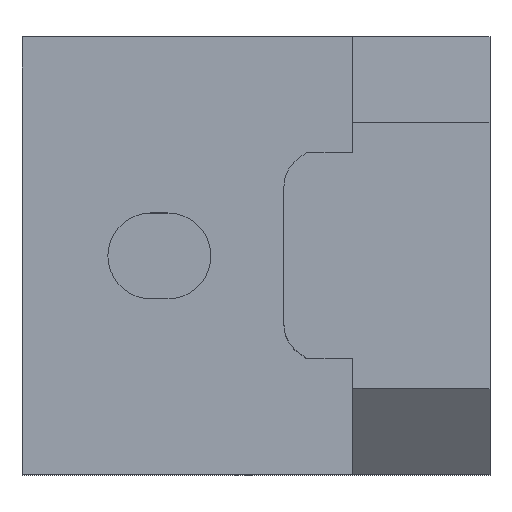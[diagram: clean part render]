
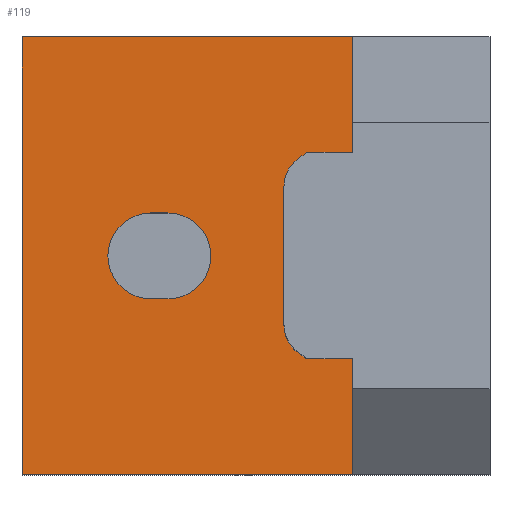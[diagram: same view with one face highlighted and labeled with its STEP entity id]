
A CAD part, top view. The second image highlights one B-rep face of the part: STEP entity #119.
In plain terms, the highlighted planar face has unit normal (0, 0, 1).
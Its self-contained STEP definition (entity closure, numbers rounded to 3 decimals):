
#119=ADVANCED_FACE('',(#374,#375),#163,.T.);
#163=PLANE('',#1010);
#220=LINE('',#1506,#310);
#223=LINE('',#1514,#313);
#224=LINE('',#1516,#314);
#225=LINE('',#1518,#315);
#226=LINE('',#1524,#316);
#227=LINE('',#1530,#317);
#228=LINE('',#1532,#318);
#229=LINE('',#1534,#319);
#230=LINE('',#1536,#320);
#231=LINE('',#1538,#321);
#310=VECTOR('',#1176,1.);
#313=VECTOR('',#1185,1.);
#314=VECTOR('',#1188,1.);
#315=VECTOR('',#1189,1.);
#316=VECTOR('',#1194,1.);
#317=VECTOR('',#1199,1.);
#318=VECTOR('',#1200,1.);
#319=VECTOR('',#1201,1.);
#320=VECTOR('',#1202,1.);
#321=VECTOR('',#1203,1.);
#374=FACE_BOUND('',#409,.T.);
#375=FACE_BOUND('',#410,.T.);
#409=EDGE_LOOP('',(#549,#550,#551,#552));
#410=EDGE_LOOP('',(#553,#554,#555,#556,#557,#558,#559,#560,#561,#562,#563,
#564));
#549=ORIENTED_EDGE('',*,*,#836,.F.);
#550=ORIENTED_EDGE('',*,*,#829,.F.);
#551=ORIENTED_EDGE('',*,*,#832,.F.);
#552=ORIENTED_EDGE('',*,*,#834,.F.);
#553=ORIENTED_EDGE('',*,*,#837,.T.);
#554=ORIENTED_EDGE('',*,*,#838,.T.);
#555=ORIENTED_EDGE('',*,*,#839,.T.);
#556=ORIENTED_EDGE('',*,*,#840,.T.);
#557=ORIENTED_EDGE('',*,*,#841,.T.);
#558=ORIENTED_EDGE('',*,*,#842,.T.);
#559=ORIENTED_EDGE('',*,*,#843,.T.);
#560=ORIENTED_EDGE('',*,*,#844,.T.);
#561=ORIENTED_EDGE('',*,*,#845,.T.);
#562=ORIENTED_EDGE('',*,*,#846,.F.);
#563=ORIENTED_EDGE('',*,*,#847,.T.);
#564=ORIENTED_EDGE('',*,*,#848,.T.);
#697=VERTEX_POINT('',#1340);
#733=VERTEX_POINT('',#1501);
#734=VERTEX_POINT('',#1502);
#735=VERTEX_POINT('',#1507);
#736=VERTEX_POINT('',#1511);
#737=VERTEX_POINT('',#1517);
#738=VERTEX_POINT('',#1519);
#739=VERTEX_POINT('',#1521);
#740=VERTEX_POINT('',#1523);
#741=VERTEX_POINT('',#1525);
#742=VERTEX_POINT('',#1527);
#743=VERTEX_POINT('',#1529);
#744=VERTEX_POINT('',#1531);
#745=VERTEX_POINT('',#1533);
#746=VERTEX_POINT('',#1535);
#747=VERTEX_POINT('',#1537);
#829=EDGE_CURVE('',#733,#734,#914,.T.);
#832=EDGE_CURVE('',#735,#733,#220,.T.);
#834=EDGE_CURVE('',#736,#735,#915,.T.);
#836=EDGE_CURVE('',#734,#736,#223,.T.);
#837=EDGE_CURVE('',#697,#737,#224,.T.);
#838=EDGE_CURVE('',#737,#738,#225,.T.);
#839=EDGE_CURVE('',#738,#739,#916,.T.);
#840=EDGE_CURVE('',#739,#740,#917,.T.);
#841=EDGE_CURVE('',#740,#741,#226,.T.);
#842=EDGE_CURVE('',#741,#742,#918,.T.);
#843=EDGE_CURVE('',#742,#743,#919,.T.);
#844=EDGE_CURVE('',#743,#744,#227,.T.);
#845=EDGE_CURVE('',#744,#745,#228,.T.);
#846=EDGE_CURVE('',#746,#745,#229,.T.);
#847=EDGE_CURVE('',#746,#747,#230,.T.);
#848=EDGE_CURVE('',#747,#697,#231,.T.);
#914=CIRCLE('',#1000,10.);
#915=CIRCLE('',#1003,10.);
#916=CIRCLE('',#1006,26.);
#917=CIRCLE('',#1007,8.);
#918=CIRCLE('',#1008,8.);
#919=CIRCLE('',#1009,26.);
#1000=AXIS2_PLACEMENT_3D('',#1500,#1170,#1171);
#1003=AXIS2_PLACEMENT_3D('',#1510,#1180,#1181);
#1006=AXIS2_PLACEMENT_3D('',#1520,#1190,#1191);
#1007=AXIS2_PLACEMENT_3D('',#1522,#1192,#1193);
#1008=AXIS2_PLACEMENT_3D('',#1526,#1195,#1196);
#1009=AXIS2_PLACEMENT_3D('',#1528,#1197,#1198);
#1010=AXIS2_PLACEMENT_3D('',#1539,#1204,#1205);
#1170=DIRECTION('',(0.,0.,1.));
#1171=DIRECTION('',(1.,0.,0.));
#1176=DIRECTION('',(-1.,0.,0.));
#1180=DIRECTION('',(0.,0.,1.));
#1181=DIRECTION('',(-1.,0.,0.));
#1185=DIRECTION('',(1.,0.,0.));
#1188=DIRECTION('',(0.,1.,0.));
#1189=DIRECTION('',(-1.,0.,0.));
#1190=DIRECTION('',(0.,0.,1.));
#1191=DIRECTION('',(1.,0.,0.));
#1192=DIRECTION('',(0.,0.,-1.));
#1193=DIRECTION('',(1.,0.,0.));
#1194=DIRECTION('',(0.,1.,0.));
#1195=DIRECTION('',(0.,0.,-1.));
#1196=DIRECTION('',(1.,0.,0.));
#1197=DIRECTION('',(0.,0.,1.));
#1198=DIRECTION('',(1.,0.,0.));
#1199=DIRECTION('',(1.,0.,0.));
#1200=DIRECTION('',(0.,1.,0.));
#1201=DIRECTION('',(1.,0.,0.));
#1202=DIRECTION('',(0.,-1.,0.));
#1203=DIRECTION('',(1.,0.,0.));
#1204=DIRECTION('',(0.,0.,1.));
#1205=DIRECTION('',(1.,0.,0.));
#1340=CARTESIAN_POINT('',(0.,-51.,0.));
#1500=CARTESIAN_POINT('',(-47.,0.,0.));
#1501=CARTESIAN_POINT('',(-47.,10.,0.));
#1502=CARTESIAN_POINT('',(-47.,-10.,0.));
#1506=CARTESIAN_POINT('',(-43.,10.,0.));
#1507=CARTESIAN_POINT('',(-43.,10.,0.));
#1510=CARTESIAN_POINT('',(-43.,0.,0.));
#1511=CARTESIAN_POINT('',(-43.,-10.,0.));
#1514=CARTESIAN_POINT('',(-47.,-10.,0.));
#1516=CARTESIAN_POINT('',(0.,-24.,0.));
#1517=CARTESIAN_POINT('',(0.,-24.,0.));
#1518=CARTESIAN_POINT('',(0.,-24.,0.));
#1519=CARTESIAN_POINT('',(-10.708,-24.,0.));
#1520=CARTESIAN_POINT('',(-26.7,-44.5,0.));
#1521=CARTESIAN_POINT('',(-12.4,-22.786,0.));
#1522=CARTESIAN_POINT('',(-8.,-16.104,0.));
#1523=CARTESIAN_POINT('',(-16.,-16.104,0.));
#1524=CARTESIAN_POINT('',(-16.,16.104,0.));
#1525=CARTESIAN_POINT('',(-16.,16.104,0.));
#1526=CARTESIAN_POINT('',(-8.,16.104,0.));
#1527=CARTESIAN_POINT('',(-12.4,22.786,0.));
#1528=CARTESIAN_POINT('',(-26.7,44.5,0.));
#1529=CARTESIAN_POINT('',(-10.708,24.,0.));
#1530=CARTESIAN_POINT('',(-10.708,24.,0.));
#1531=CARTESIAN_POINT('',(0.,24.,0.));
#1532=CARTESIAN_POINT('',(0.,57.15,0.));
#1533=CARTESIAN_POINT('',(0.,51.,0.));
#1534=CARTESIAN_POINT('',(-77.,51.,0.));
#1535=CARTESIAN_POINT('',(-77.,51.,0.));
#1536=CARTESIAN_POINT('',(-77.,-60.099,0.));
#1537=CARTESIAN_POINT('',(-77.,-51.,0.));
#1538=CARTESIAN_POINT('',(-77.,-51.,0.));
#1539=CARTESIAN_POINT('',(0.,0.,0.));
